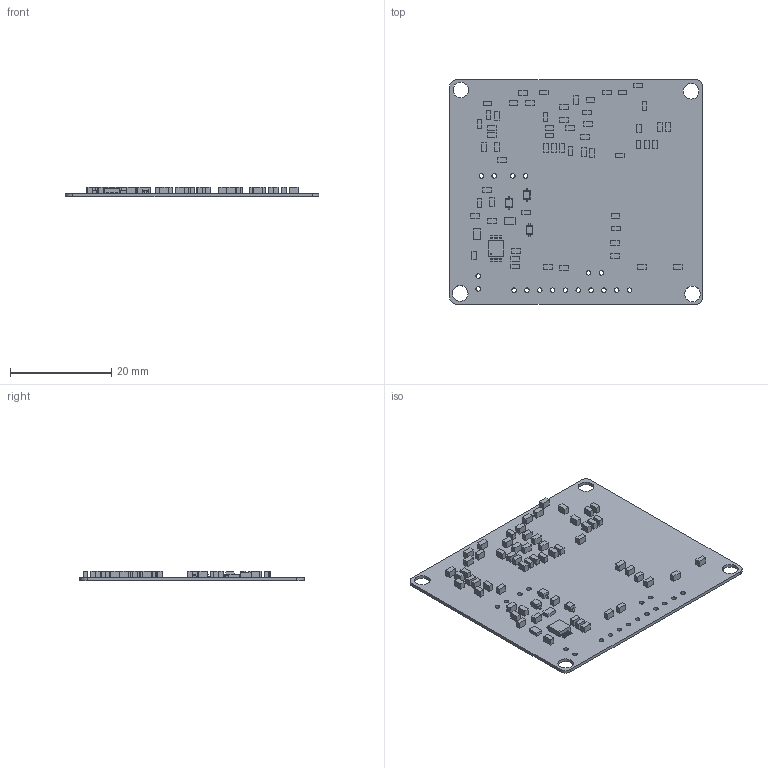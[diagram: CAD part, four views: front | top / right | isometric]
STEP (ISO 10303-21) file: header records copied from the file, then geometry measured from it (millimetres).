
FILE_DESCRIPTION(('Open CASCADE Model'),'2;1');
FILE_NAME('Open CASCADE Shape Model','2025-03-17T13:40:55',('Author'),( 'Open CASCADE'),'Open CASCADE STEP processor 7.5','Open CASCADE 7.5' ,'Unknown');
FILE_SCHEMA(('AUTOMOTIVE_DESIGN { 1 0 10303 214 1 1 1 1 }'));
Length unit declared in the file: millimetre
Products named in the file (81): PCB; Board; Open CASCADE STEP translator 7.5 1.1.1; C302; 6391664144; Extruded; C301; 6391664624; C325; C324; C321; C320; R322; R321; R320; R319; R318; R317; R316; R315; R314; R313; R312; R311; R310; R309; R308; R307; R306; R305; R304; R303; R302; R301; R300; C323; C322; C319; C318; C317 ...
Assembly tree (139 placements, depth 4):
  PCB
    Board
      Open CASCADE STEP translator 7.5 1.1.1
    C302
      6391664144
        Extruded
    C301
      6391664624
        Extruded
    C325
      6391664144
        Extruded
    C324
      6391664144
        Extruded
    C321
      6391664144
        Extruded
    C320
      6391664144
        Extruded
    R322
      6391664624
        Extruded
    R321
      6391664624
        Extruded
    R320
      6391664624
        Extruded
    R319
      6391664144
        Extruded
    R318
      6391664624
        Extruded
    R317
      6391664624
        Extruded
    R316
      6391664144
        Extruded
    R315
      6391664144
        Extruded
    R314
      6391664624
        Extruded
    R313
      6391664624
        Extruded
    R312
      6391664144
        Extruded
    R311
      6391664144
        Extruded
    R310
      6391664624
        Extruded
Bounding box: 50.16 x 44.45 x 1.92 mm (x, y, z)
Volume: 1513.6 mm3; surface area: 5255.1 mm2
Topology: 83 solids, 83 shells, 670 faces, 1488 edges, 984 vertices
Faces by surface type: plane 585, cylinder 85
Full cylindrical faces by diameter (mm): 0.155 x1, 0.9 x18, 3.1 x4
Entity records: 10676 total; most frequent: DIRECTION 1527, CARTESIAN_POINT 1401, ORIENTED_EDGE 1220, EDGE_CURVE 610, AXIS2_PLACEMENT_3D 532, LINE 463, VECTOR 463, VERTEX_POINT 404
